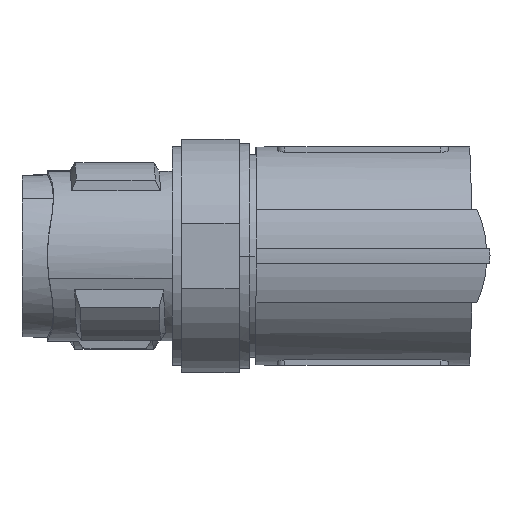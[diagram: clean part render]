
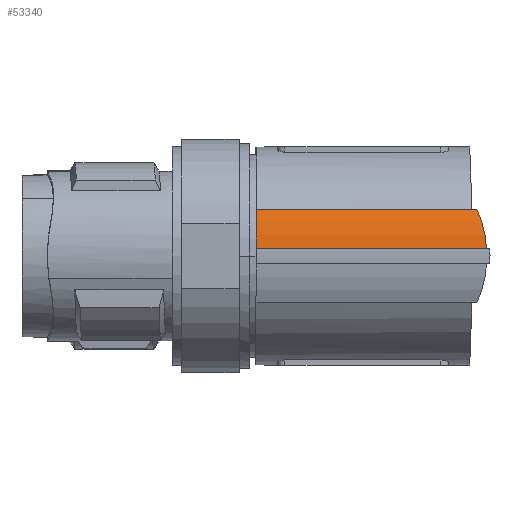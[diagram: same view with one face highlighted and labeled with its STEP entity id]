
A CAD part, left-side view. The second image highlights one B-rep face of the part: STEP entity #53340.
In plain terms, the highlighted cylindrical face has radius 7.3 mm (diameter 14.6 mm), a partial arc.
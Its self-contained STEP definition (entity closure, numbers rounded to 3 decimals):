
#42860=CARTESIAN_POINT('',(-35.405,8.5,
2.996));
#42870=VERTEX_POINT('',#42860);
#42900=CARTESIAN_POINT('',(-28.75,8.5,-0.004)
);
#42910=DIRECTION('',(0.,1.,
0.));
#42920=DIRECTION('',(1.,0.,0.));
#42930=AXIS2_PLACEMENT_3D('',#42900,#42910,#42920);
#42940=CIRCLE('',#42930,7.3);
#42950=CARTESIAN_POINT('',(-36.033,8.5,
0.496));
#42960=VERTEX_POINT('',#42950);
#42970=EDGE_CURVE('',#42960,#42870,#42940,.T.);
#53030=CARTESIAN_POINT('',(-28.75,8.5,-0.004)
);
#53040=DIRECTION('',(0.,-1.,
0.));
#53050=DIRECTION('',(1.,0.,0.));
#53060=AXIS2_PLACEMENT_3D('',#53030,#53040,#53050);
#53070=CYLINDRICAL_SURFACE('',#53060,7.3);
#53080=CARTESIAN_POINT('',(-28.75,1.,-0.004)
);
#53090=DIRECTION('',(0.707,-0.707,
0.));
#53100=DIRECTION('',(0.707,0.707,
0.));
#53110=AXIS2_PLACEMENT_3D('',#53080,#53090,#53100);
#53120=ELLIPSE('',#53110,10.324,7.3);
#53130=CARTESIAN_POINT('',(-35.405,-5.655,
2.996));
#53140=VERTEX_POINT('',#53130);
#53150=CARTESIAN_POINT('',(-36.033,-6.283,
0.496));
#53160=VERTEX_POINT('',#53150);
#53170=EDGE_CURVE('',#53140,#53160,#53120,.T.);
#53180=ORIENTED_EDGE('',*,*,#53170,.F.);
#53190=CARTESIAN_POINT('',(-36.033,8.5,
0.496));
#53200=DIRECTION('',(0.,-1.,
0.));
#53210=VECTOR('',#53200,1.);
#53220=LINE('',#53190,#53210);
#53230=EDGE_CURVE('',#42960,#53160,#53220,.T.);
#53240=ORIENTED_EDGE('',*,*,#53230,.T.);
#53250=ORIENTED_EDGE('',*,*,#42970,.F.);
#53260=CARTESIAN_POINT('',(-35.405,8.5,
2.996));
#53270=DIRECTION('',(0.,-1.,
0.));
#53280=VECTOR('',#53270,1.);
#53290=LINE('',#53260,#53280);
#53300=EDGE_CURVE('',#42870,#53140,#53290,.T.);
#53310=ORIENTED_EDGE('',*,*,#53300,.F.);
#53320=EDGE_LOOP('',(#53310,#53250,#53240,#53180));
#53330=FACE_OUTER_BOUND('',#53320,.T.);
#53340=ADVANCED_FACE('',(#53330),#53070,.T.);
